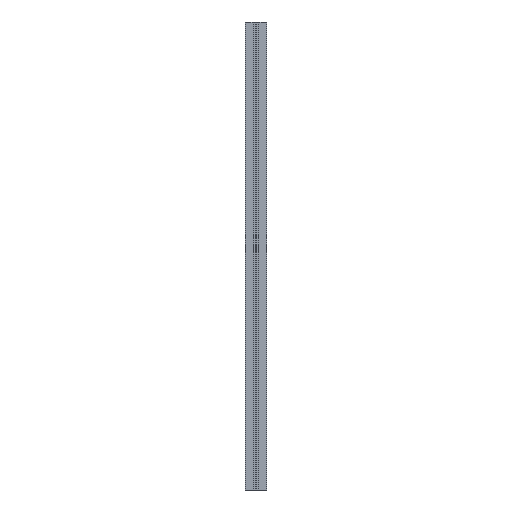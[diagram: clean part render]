
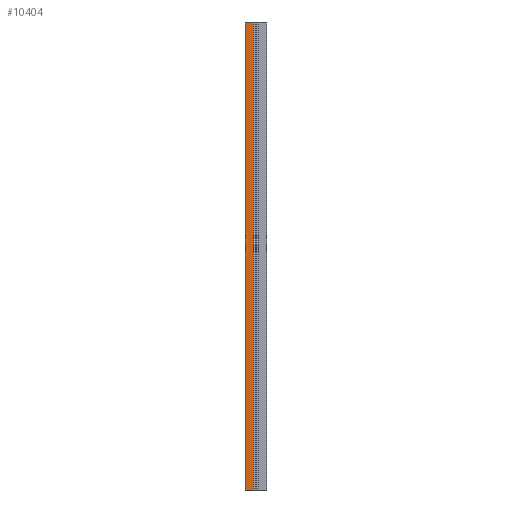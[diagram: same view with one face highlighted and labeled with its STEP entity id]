
A CAD part, front view. The second image highlights one B-rep face of the part: STEP entity #10404.
In plain terms, the highlighted planar face has unit normal (0, -1, 0).
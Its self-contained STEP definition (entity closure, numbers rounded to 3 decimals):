
#2088=DIRECTION('',(1.,0.,0.));
#2089=VECTOR('',#2088,16.5);
#2090=CARTESIAN_POINT('',(-22.5,-45.,0.));
#2091=LINE('',#2090,#2089);
#3687=DIRECTION('',(1.,0.,0.));
#3688=VECTOR('',#3687,16.5);
#3689=CARTESIAN_POINT('',(-22.5,-45.,1000.));
#3690=LINE('',#3689,#3688);
#5318=DIRECTION('',(0.,0.,1.));
#5319=VECTOR('',#5318,1000.);
#5320=CARTESIAN_POINT('',(-22.5,-45.,0.));
#5321=LINE('',#5320,#5319);
#5325=DIRECTION('',(0.,0.,1.));
#5326=VECTOR('',#5325,1000.);
#5327=CARTESIAN_POINT('',(-6.,-45.,0.));
#5328=LINE('',#5327,#5326);
#6176=CARTESIAN_POINT('',(-22.5,-45.,0.));
#6177=CARTESIAN_POINT('',(-22.5,-45.,1000.));
#6178=VERTEX_POINT('',#6176);
#6179=VERTEX_POINT('',#6177);
#6238=CARTESIAN_POINT('',(-6.,-45.,0.));
#6239=VERTEX_POINT('',#6238);
#6246=CARTESIAN_POINT('',(-6.,-45.,1000.));
#6247=VERTEX_POINT('',#6246);
#10391=CARTESIAN_POINT('',(-22.5,-45.,0.));
#10392=DIRECTION('',(0.,-1.,0.));
#10393=DIRECTION('',(1.,0.,0.));
#10394=AXIS2_PLACEMENT_3D('',#10391,#10392,#10393);
#10395=PLANE('',#10394);
#10396=ORIENTED_EDGE('',*,*,#7501,.F.);
#10398=ORIENTED_EDGE('',*,*,#10397,.T.);
#10399=ORIENTED_EDGE('',*,*,#8309,.T.);
#10401=ORIENTED_EDGE('',*,*,#10400,.F.);
#10402=EDGE_LOOP('',(#10396,#10398,#10399,#10401));
#10403=FACE_OUTER_BOUND('',#10402,.F.);
#7501=EDGE_CURVE('',#6178,#6239,#2091,.T.);
#8309=EDGE_CURVE('',#6179,#6247,#3690,.T.);
#10397=EDGE_CURVE('',#6178,#6179,#5321,.T.);
#10400=EDGE_CURVE('',#6239,#6247,#5328,.T.);
#10404=ADVANCED_FACE('',(#10403),#10395,.T.);
